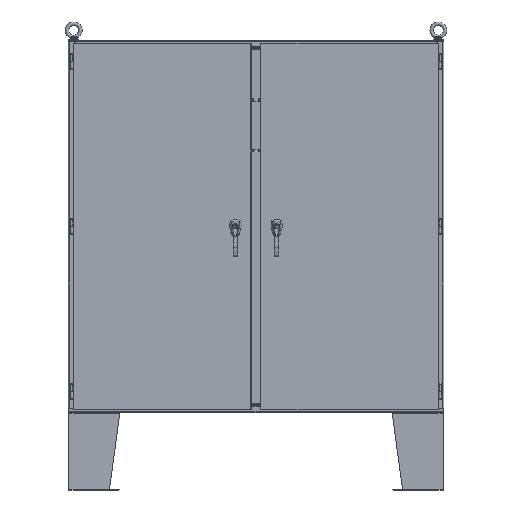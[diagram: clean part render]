
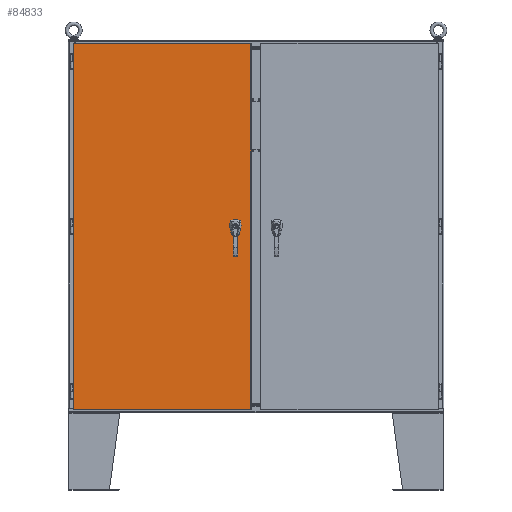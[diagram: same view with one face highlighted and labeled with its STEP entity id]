
A CAD part, top view. The second image highlights one B-rep face of the part: STEP entity #84833.
In plain terms, the highlighted face is planar.
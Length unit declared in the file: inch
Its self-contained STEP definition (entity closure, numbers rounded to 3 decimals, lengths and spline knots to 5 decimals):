
#6299 = DIRECTION ( 'NONE',  ( 0., -1., 0. ) ) ;
#15367 = LINE ( 'NONE', #68328, #49224 ) ;
#20775 = EDGE_CURVE ( 'NONE', #70508, #79514, #63685, .T. ) ;
#26450 = CARTESIAN_POINT ( 'NONE',  ( 35.37499, -1.24331, 0.49999 ) ) ;
#29189 = CARTESIAN_POINT ( 'NONE',  ( 0.87501, -1.24331, 71.625 ) ) ;
#29206 = DIRECTION ( 'NONE',  ( 1., 0., 0. ) ) ;
#33438 = VECTOR ( 'NONE', #121053, 39.37008 ) ;
#34978 = EDGE_CURVE ( 'NONE', #70508, #59318, #15367, .T. ) ;
#35624 = DIRECTION ( 'NONE',  ( 0., 0., -1. ) ) ;
#35627 = FACE_OUTER_BOUND ( 'NONE', #84212, .T. ) ;
#38034 = CARTESIAN_POINT ( 'NONE',  ( 35.37499, -1.24331, 71.625 ) ) ;
#46728 = ORIENTED_EDGE ( 'NONE', *, *, #34978, .T. ) ;
#47484 = CARTESIAN_POINT ( 'NONE',  ( 35.37499, -1.24331, 71.625 ) ) ;
#49224 = VECTOR ( 'NONE', #110901, 39.37008 ) ;
#50655 = CARTESIAN_POINT ( 'NONE',  ( 0., -1.24331, 0. ) ) ;
#53563 = EDGE_CURVE ( 'NONE', #59318, #109001, #79370, .T. ) ;
#59318 = VERTEX_POINT ( 'NONE', #95898 ) ;
#62340 = VECTOR ( 'NONE', #35624, 39.37008 ) ;
#63685 = LINE ( 'NONE', #29189, #33438 ) ;
#68328 = CARTESIAN_POINT ( 'NONE',  ( 0.87501, -1.24331, 71.625 ) ) ;
#70508 = VERTEX_POINT ( 'NONE', #97016 ) ;
#79370 = LINE ( 'NONE', #100657, #120466 ) ;
#79514 = VERTEX_POINT ( 'NONE', #38034 ) ;
#84212 = EDGE_LOOP ( 'NONE', ( #46728, #117771, #135333, #112706 ) ) ;
#84833 = ADVANCED_FACE ( 'NONE', ( #35627 ), #85068, .T. ) ;
#85068 = PLANE ( 'NONE',  #137771 ) ;
#88630 = DIRECTION ( 'NONE',  ( 1., 0., 0. ) ) ;
#95898 = CARTESIAN_POINT ( 'NONE',  ( 0.87501, -1.24331, 0.49999 ) ) ;
#97016 = CARTESIAN_POINT ( 'NONE',  ( 0.87501, -1.24331, 71.625 ) ) ;
#100657 = CARTESIAN_POINT ( 'NONE',  ( 0.87501, -1.24331, 0.49999 ) ) ;
#104758 = EDGE_CURVE ( 'NONE', #79514, #109001, #128537, .T. ) ;
#109001 = VERTEX_POINT ( 'NONE', #26450 ) ;
#110901 = DIRECTION ( 'NONE',  ( 0., 0., -1. ) ) ;
#112706 = ORIENTED_EDGE ( 'NONE', *, *, #20775, .F. ) ;
#117771 = ORIENTED_EDGE ( 'NONE', *, *, #53563, .T. ) ;
#120466 = VECTOR ( 'NONE', #88630, 39.37008 ) ;
#121053 = DIRECTION ( 'NONE',  ( 1., 0., 0. ) ) ;
#128537 = LINE ( 'NONE', #47484, #62340 ) ;
#135333 = ORIENTED_EDGE ( 'NONE', *, *, #104758, .F. ) ;
#137771 = AXIS2_PLACEMENT_3D ( 'NONE', #50655, #6299, #29206 ) ;
